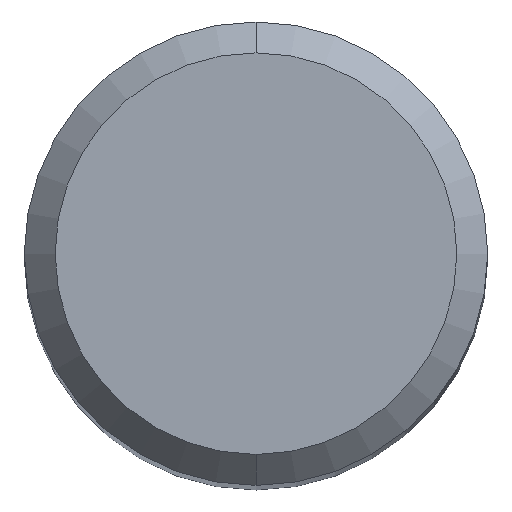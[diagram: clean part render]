
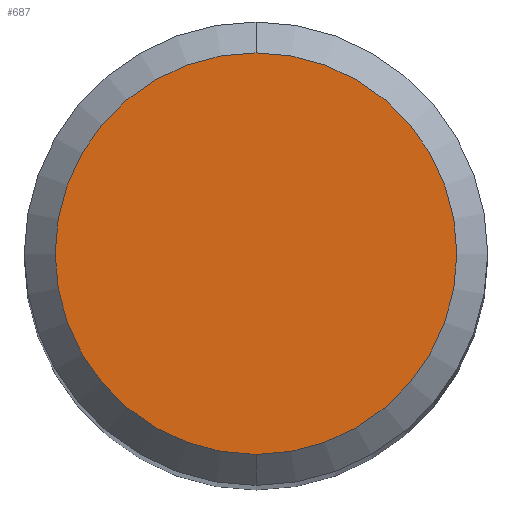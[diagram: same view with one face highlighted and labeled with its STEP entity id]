
A CAD part, top view. The second image highlights one B-rep face of the part: STEP entity #687.
In plain terms, the highlighted planar face has unit normal (0, 0, 1).
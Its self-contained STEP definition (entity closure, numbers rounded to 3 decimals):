
#613=VERTEX_POINT('',#1474);
#657=EDGE_CURVE('',#813,#613,#1522,.T.);
#687=ADVANCED_FACE('',(#1554),#1555,.T.);
#813=VERTEX_POINT('',#1697);
#1079=EDGE_CURVE('',#613,#813,#1990,.T.);
#1474=CARTESIAN_POINT('',(0.,-2.6,0.0));
#1522=CIRCLE('',#3426,2.6);
#1554=FACE_OUTER_BOUND('',#3540,.T.);
#1555=PLANE('',#3541);
#1697=CARTESIAN_POINT('',(0.0,2.6,0.0));
#1990=CIRCLE('',#6084,2.6);
#3426=AXIS2_PLACEMENT_3D('',#7234,#7235,#7236);
#3540=EDGE_LOOP('',(#7274,#7275));
#3541=AXIS2_PLACEMENT_3D('',#7276,#7277,#7278);
#6084=AXIS2_PLACEMENT_3D('',#7826,#7827,#7828);
#7234=CARTESIAN_POINT('',(0.0,0.0,0.0));
#7235=DIRECTION('',(0.0,0.0,-1.0));
#7236=DIRECTION('',(0.0,1.0,0.0));
#7274=ORIENTED_EDGE('',*,*,#657,.F.);
#7275=ORIENTED_EDGE('',*,*,#1079,.F.);
#7276=CARTESIAN_POINT('',(0.0,1.3,0.0));
#7277=DIRECTION('',(-0.0,0.0,1.0));
#7278=DIRECTION('',(0.0,-1.0,0.0));
#7826=CARTESIAN_POINT('',(0.0,0.0,0.0));
#7827=DIRECTION('',(0.0,0.0,-1.0));
#7828=DIRECTION('',(0.0,1.0,0.0));
